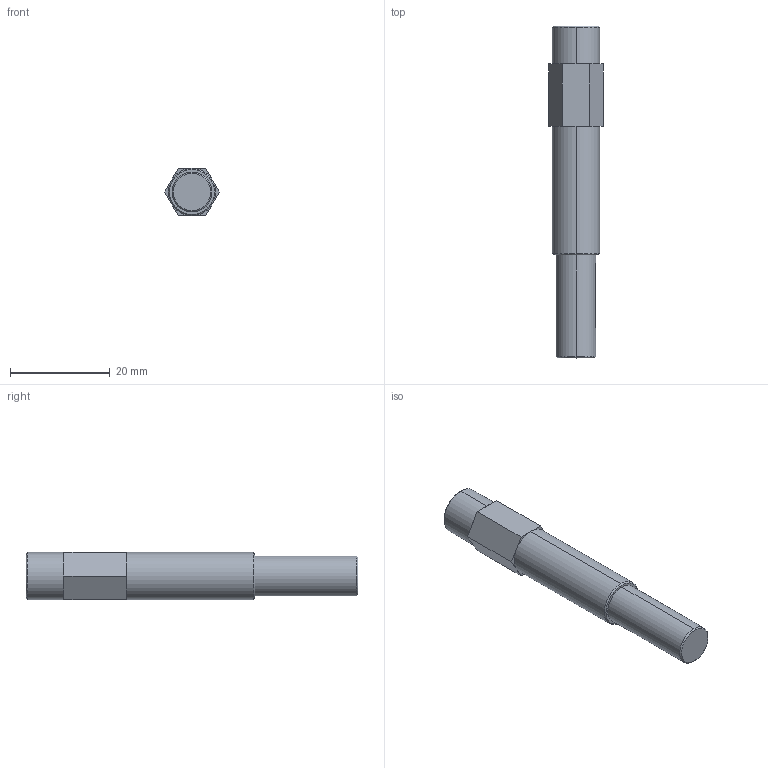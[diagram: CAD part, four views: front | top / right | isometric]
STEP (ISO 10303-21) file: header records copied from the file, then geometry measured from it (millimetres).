
FILE_DESCRIPTION (( 'STEP AP203' ), '1' );
FILE_NAME ('am-3019a S&S Bevel Input Shaft.STEP', '2019-08-09T18:30:01', ( '' ), ( '' ), 'SwSTEP 2.0', 'SolidWorks 2019', '' );
FILE_SCHEMA (( 'CONFIG_CONTROL_DESIGN' ));
Length unit declared in the file: inch
Products named in the file (1): am-3019a S&S Bevel Input Shaft
Bounding box: 11 x 66.67 x 9.53 mm (x, y, z)
Volume: 4373.1 mm3; surface area: 2110.2 mm2
Topology: 1 solids, 1 shells, 38 faces, 80 edges, 46 vertices
Faces by surface type: plane 24, cylinder 8, cone 6
Entity records: 1105 total; most frequent: CARTESIAN_POINT 199, DIRECTION 184, ORIENTED_EDGE 160, EDGE_CURVE 80, AXIS2_PLACEMENT_3D 67, LINE 50, VECTOR 50, VERTEX_POINT 46
